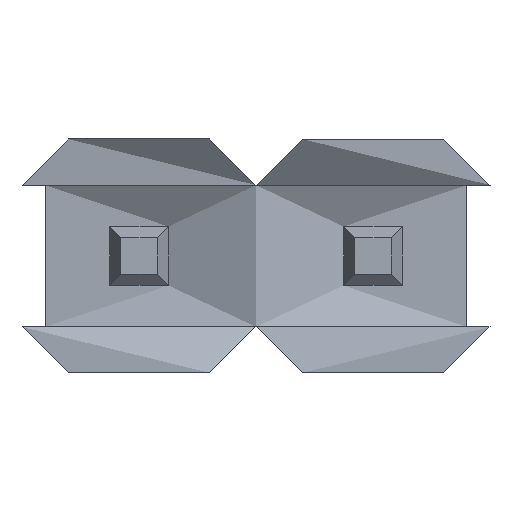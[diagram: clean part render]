
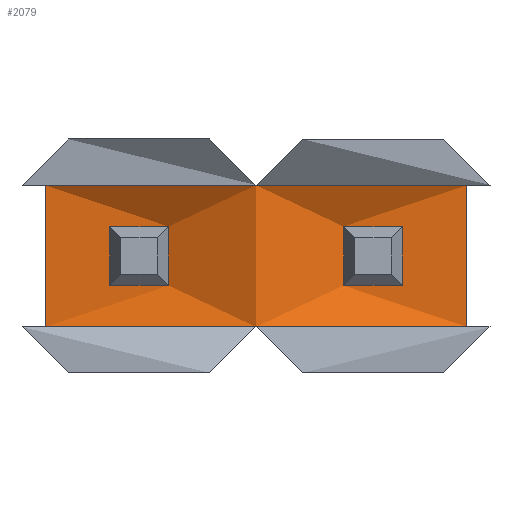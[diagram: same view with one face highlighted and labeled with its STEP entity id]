
A CAD part, front view. The second image highlights one B-rep face of the part: STEP entity #2079.
In plain terms, the highlighted planar face has unit normal (0, -1, 0).
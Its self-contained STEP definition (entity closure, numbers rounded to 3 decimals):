
#29 = DIRECTION ( 'NONE',  ( 0., 0., -1. ) ) ;
#41 = ORIENTED_EDGE ( 'NONE', *, *, #1556, .T. ) ;
#71 = CARTESIAN_POINT ( 'NONE',  ( 4.83, 0., -1.54 ) ) ;
#102 = LINE ( 'NONE', #301, #1776 ) ;
#117 = DIRECTION ( 'NONE',  ( 0., -1., 0. ) ) ;
#131 = LINE ( 'NONE', #1524, #1006 ) ;
#174 = DIRECTION ( 'NONE',  ( -1., 0., 0. ) ) ;
#255 = VERTEX_POINT ( 'NONE', #1717 ) ;
#261 = CARTESIAN_POINT ( 'NONE',  ( 4.83, 0., -0.77 ) ) ;
#265 = VECTOR ( 'NONE', #1489, 1000. ) ;
#267 = CARTESIAN_POINT ( 'NONE',  ( 3.49, 0., -1.09 ) ) ;
#275 = DIRECTION ( 'NONE',  ( 1., 0., 0. ) ) ;
#295 = ORIENTED_EDGE ( 'NONE', *, *, #468, .T. ) ;
#299 = CARTESIAN_POINT ( 'NONE',  ( 2.54, 0., 0. ) ) ;
#301 = CARTESIAN_POINT ( 'NONE',  ( 4.13, 0., -1.09 ) ) ;
#310 = VERTEX_POINT ( 'NONE', #1126 ) ;
#316 = EDGE_CURVE ( 'NONE', #614, #690, #131, .T. ) ;
#324 = VERTEX_POINT ( 'NONE', #2317 ) ;
#377 = CARTESIAN_POINT ( 'NONE',  ( 0.95, 0., -1.09 ) ) ;
#397 = VERTEX_POINT ( 'NONE', #71 ) ;
#420 = EDGE_CURVE ( 'NONE', #310, #699, #1422, .T. ) ;
#436 = EDGE_CURVE ( 'NONE', #397, #1780, #1062, .T. ) ;
#468 = EDGE_CURVE ( 'NONE', #2322, #2261, #1461, .T. ) ;
#500 = VECTOR ( 'NONE', #2201, 1000. ) ;
#527 = PLANE ( 'NONE',  #1982 ) ;
#531 = ORIENTED_EDGE ( 'NONE', *, *, #1796, .T. ) ;
#566 = CARTESIAN_POINT ( 'NONE',  ( 3.49, 0., -0.45 ) ) ;
#591 = CARTESIAN_POINT ( 'NONE',  ( 2.54, 0., -1.54 ) ) ;
#608 = EDGE_CURVE ( 'NONE', #2261, #397, #773, .T. ) ;
#614 = VERTEX_POINT ( 'NONE', #2172 ) ;
#631 = DIRECTION ( 'NONE',  ( 0., 0., -1. ) ) ;
#660 = VECTOR ( 'NONE', #1252, 1000. ) ;
#690 = VERTEX_POINT ( 'NONE', #377 ) ;
#699 = VERTEX_POINT ( 'NONE', #1139 ) ;
#747 = FACE_BOUND ( 'NONE', #2251, .T. ) ;
#759 = EDGE_CURVE ( 'NONE', #827, #324, #2476, .T. ) ;
#767 = CARTESIAN_POINT ( 'NONE',  ( 0.95, 0., -0.45 ) ) ;
#773 = LINE ( 'NONE', #591, #2046 ) ;
#785 = LINE ( 'NONE', #2169, #1561 ) ;
#790 = VECTOR ( 'NONE', #631, 1000. ) ;
#808 = ORIENTED_EDGE ( 'NONE', *, *, #608, .T. ) ;
#810 = ORIENTED_EDGE ( 'NONE', *, *, #759, .T. ) ;
#827 = VERTEX_POINT ( 'NONE', #767 ) ;
#916 = CARTESIAN_POINT ( 'NONE',  ( 4.13, 0., -0.45 ) ) ;
#919 = EDGE_LOOP ( 'NONE', ( #531, #1714, #41, #295, #808, #2376 ) ) ;
#926 = DIRECTION ( 'NONE',  ( -1., 0., 0. ) ) ;
#949 = DIRECTION ( 'NONE',  ( 1., 0., 0. ) ) ;
#957 = EDGE_CURVE ( 'NONE', #690, #827, #1451, .T. ) ;
#1006 = VECTOR ( 'NONE', #926, 1000. ) ;
#1048 = CARTESIAN_POINT ( 'NONE',  ( 2.54, -0.375, -1.54 ) ) ;
#1062 = LINE ( 'NONE', #261, #2506 ) ;
#1067 = CARTESIAN_POINT ( 'NONE',  ( 0.95, 0., -0.45 ) ) ;
#1120 = CARTESIAN_POINT ( 'NONE',  ( 2.54, 0., -1.09 ) ) ;
#1126 = CARTESIAN_POINT ( 'NONE',  ( 2.54, -0.375, 0. ) ) ;
#1130 = CARTESIAN_POINT ( 'NONE',  ( 4.13, 0., -0.45 ) ) ;
#1138 = VECTOR ( 'NONE', #275, 1000. ) ;
#1139 = CARTESIAN_POINT ( 'NONE',  ( 0.25, 0., 0. ) ) ;
#1149 = VERTEX_POINT ( 'NONE', #267 ) ;
#1225 = VECTOR ( 'NONE', #1415, 1000. ) ;
#1252 = DIRECTION ( 'NONE',  ( -1., 0., 0. ) ) ;
#1272 = DIRECTION ( 'NONE',  ( 0., 0., 1. ) ) ;
#1278 = VERTEX_POINT ( 'NONE', #916 ) ;
#1299 = ORIENTED_EDGE ( 'NONE', *, *, #1493, .T. ) ;
#1341 = ORIENTED_EDGE ( 'NONE', *, *, #957, .T. ) ;
#1342 = LINE ( 'NONE', #1130, #2194 ) ;
#1359 = DIRECTION ( 'NONE',  ( 1., 0., 0. ) ) ;
#1399 = CARTESIAN_POINT ( 'NONE',  ( 2.54, 0., -0.45 ) ) ;
#1415 = DIRECTION ( 'NONE',  ( -1., 0., 0. ) ) ;
#1422 = LINE ( 'NONE', #299, #660 ) ;
#1445 = EDGE_CURVE ( 'NONE', #1825, #1149, #1930, .T. ) ;
#1451 = LINE ( 'NONE', #1067, #2340 ) ;
#1461 = LINE ( 'NONE', #2240, #1138 ) ;
#1472 = CARTESIAN_POINT ( 'NONE',  ( 2.54, 0., 0. ) ) ;
#1489 = DIRECTION ( 'NONE',  ( 0., 0., 1. ) ) ;
#1493 = EDGE_CURVE ( 'NONE', #255, #1278, #1342, .T. ) ;
#1519 = VECTOR ( 'NONE', #174, 1000. ) ;
#1524 = CARTESIAN_POINT ( 'NONE',  ( 0.95, 0., -1.09 ) ) ;
#1526 = FACE_OUTER_BOUND ( 'NONE', #919, .T. ) ;
#1556 = EDGE_CURVE ( 'NONE', #699, #2322, #785, .T. ) ;
#1561 = VECTOR ( 'NONE', #29, 1000. ) ;
#1598 = LINE ( 'NONE', #2394, #790 ) ;
#1605 = ORIENTED_EDGE ( 'NONE', *, *, #1445, .T. ) ;
#1645 = LINE ( 'NONE', #1472, #1225 ) ;
#1673 = ORIENTED_EDGE ( 'NONE', *, *, #2372, .T. ) ;
#1713 = DIRECTION ( 'NONE',  ( 0., 0., -1. ) ) ;
#1714 = ORIENTED_EDGE ( 'NONE', *, *, #420, .T. ) ;
#1717 = CARTESIAN_POINT ( 'NONE',  ( 3.49, 0., -0.45 ) ) ;
#1719 = CARTESIAN_POINT ( 'NONE',  ( 2.54, 0., -0.77 ) ) ;
#1776 = VECTOR ( 'NONE', #2486, 1000. ) ;
#1780 = VERTEX_POINT ( 'NONE', #2030 ) ;
#1790 = ORIENTED_EDGE ( 'NONE', *, *, #2259, .T. ) ;
#1796 = EDGE_CURVE ( 'NONE', #1780, #310, #1645, .T. ) ;
#1825 = VERTEX_POINT ( 'NONE', #1890 ) ;
#1829 = EDGE_CURVE ( 'NONE', #1149, #255, #2101, .T. ) ;
#1890 = CARTESIAN_POINT ( 'NONE',  ( 4.13, 0., -1.09 ) ) ;
#1930 = LINE ( 'NONE', #1120, #1519 ) ;
#1982 = AXIS2_PLACEMENT_3D ( 'NONE', #1719, #117, #1713 ) ;
#2030 = CARTESIAN_POINT ( 'NONE',  ( 4.83, 0., 0. ) ) ;
#2036 = DIRECTION ( 'NONE',  ( 0., 0., 1. ) ) ;
#2041 = ORIENTED_EDGE ( 'NONE', *, *, #1829, .T. ) ;
#2043 = EDGE_LOOP ( 'NONE', ( #1341, #810, #1790, #2488 ) ) ;
#2046 = VECTOR ( 'NONE', #1359, 1000. ) ;
#2079 = ADVANCED_FACE ( 'NONE', ( #2283, #747, #1526 ), #527, .T. ) ;
#2101 = LINE ( 'NONE', #566, #265 ) ;
#2169 = CARTESIAN_POINT ( 'NONE',  ( 0.25, 0., -0.77 ) ) ;
#2172 = CARTESIAN_POINT ( 'NONE',  ( 1.59, 0., -1.09 ) ) ;
#2194 = VECTOR ( 'NONE', #949, 1000. ) ;
#2201 = DIRECTION ( 'NONE',  ( 1., 0., 0. ) ) ;
#2240 = CARTESIAN_POINT ( 'NONE',  ( 2.54, 0., -1.54 ) ) ;
#2251 = EDGE_LOOP ( 'NONE', ( #1673, #1605, #2041, #1299 ) ) ;
#2259 = EDGE_CURVE ( 'NONE', #324, #614, #1598, .T. ) ;
#2261 = VERTEX_POINT ( 'NONE', #1048 ) ;
#2283 = FACE_BOUND ( 'NONE', #2043, .T. ) ;
#2317 = CARTESIAN_POINT ( 'NONE',  ( 1.59, 0., -0.45 ) ) ;
#2322 = VERTEX_POINT ( 'NONE', #2416 ) ;
#2340 = VECTOR ( 'NONE', #2036, 1000. ) ;
#2372 = EDGE_CURVE ( 'NONE', #1278, #1825, #102, .T. ) ;
#2376 = ORIENTED_EDGE ( 'NONE', *, *, #436, .T. ) ;
#2394 = CARTESIAN_POINT ( 'NONE',  ( 1.59, 0., -1.09 ) ) ;
#2416 = CARTESIAN_POINT ( 'NONE',  ( 0.25, 0., -1.54 ) ) ;
#2476 = LINE ( 'NONE', #1399, #500 ) ;
#2486 = DIRECTION ( 'NONE',  ( 0., 0., -1. ) ) ;
#2488 = ORIENTED_EDGE ( 'NONE', *, *, #316, .T. ) ;
#2506 = VECTOR ( 'NONE', #1272, 1000. ) ;
